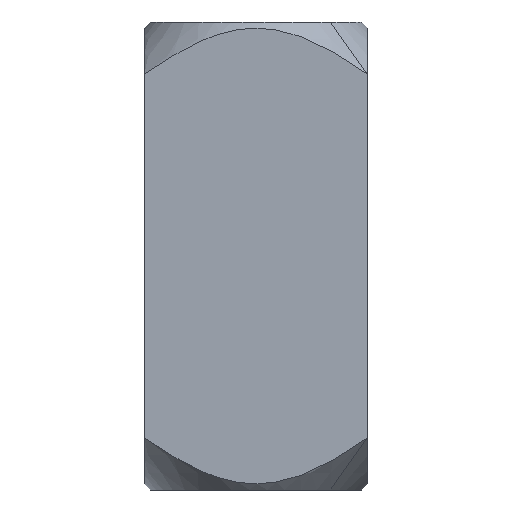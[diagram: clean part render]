
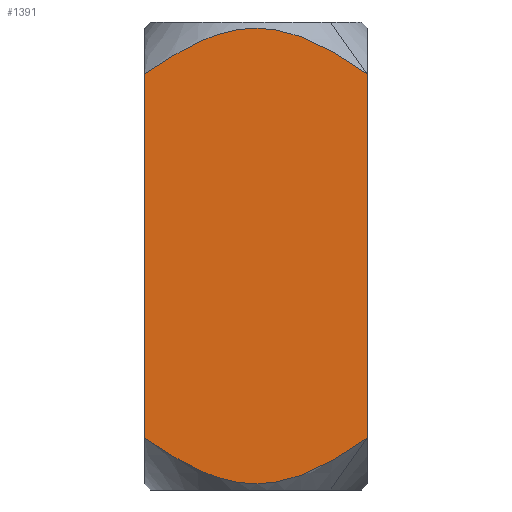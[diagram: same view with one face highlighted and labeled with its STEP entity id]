
A CAD part, front view. The second image highlights one B-rep face of the part: STEP entity #1391.
In plain terms, the highlighted planar face has unit normal (0, -1, 0).
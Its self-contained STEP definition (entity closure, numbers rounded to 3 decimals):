
#29 = DIRECTION ( 'NONE',  ( 0., 0., 1. ) ) ;
#62 = ORIENTED_EDGE ( 'NONE', *, *, #377, .F. ) ;
#109 = CARTESIAN_POINT ( 'NONE',  ( 8.746, -14.285, 22.783 ) ) ;
#143 = CARTESIAN_POINT ( 'NONE',  ( -1.273, -14.285, 25.162 ) ) ;
#153 = CARTESIAN_POINT ( 'NONE',  ( 12.128, -14.285, -28.782 ) ) ;
#157 = CARTESIAN_POINT ( 'NONE',  ( 3.588, -14.285, 24.775 ) ) ;
#159 = EDGE_CURVE ( 'NONE', #686, #316, #1903, .T. ) ;
#194 = CARTESIAN_POINT ( 'NONE',  ( -14.285, -14.285, -54.404 ) ) ;
#212 = CARTESIAN_POINT ( 'NONE',  ( 3.266, -14.285, -32.85 ) ) ;
#302 = PLANE ( 'NONE',  #600 ) ;
#316 = VERTEX_POINT ( 'NONE', #1584 ) ;
#317 = CARTESIAN_POINT ( 'NONE',  ( 14.285, -14.285, -54.404 ) ) ;
#326 = EDGE_CURVE ( 'NONE', #686, #1752, #1568, .T. ) ;
#355 = CARTESIAN_POINT ( 'NONE',  ( 12.128, -14.285, 20.782 ) ) ;
#377 = EDGE_CURVE ( 'NONE', #316, #478, #2367, .T. ) ;
#384 = CARTESIAN_POINT ( 'NONE',  ( 5.176, -14.285, 24.356 ) ) ;
#400 = CARTESIAN_POINT ( 'NONE',  ( -2.581, -14.285, -32.998 ) ) ;
#464 = CARTESIAN_POINT ( 'NONE',  ( -14.285, -14.285, 19.298 ) ) ;
#478 = VERTEX_POINT ( 'NONE', #3058 ) ;
#539 = VECTOR ( 'NONE', #2257, 1000. ) ;
#600 = AXIS2_PLACEMENT_3D ( 'NONE', #317, #977, #29 ) ;
#640 = CARTESIAN_POINT ( 'NONE',  ( -3.222, -14.285, -32.869 ) ) ;
#643 = CARTESIAN_POINT ( 'NONE',  ( 13.215, -14.285, 20.054 ) ) ;
#659 = CARTESIAN_POINT ( 'NONE',  ( -14.285, -14.285, -27.298 ) ) ;
#686 = VERTEX_POINT ( 'NONE', #2398 ) ;
#693 = ORIENTED_EDGE ( 'NONE', *, *, #326, .T. ) ;
#849 = CARTESIAN_POINT ( 'NONE',  ( 14.285, -14.285, 19.298 ) ) ;
#867 = CARTESIAN_POINT ( 'NONE',  ( 3.266, -14.285, 24.85 ) ) ;
#891 = CARTESIAN_POINT ( 'NONE',  ( -13.212, -14.285, -28.057 ) ) ;
#912 = CARTESIAN_POINT ( 'NONE',  ( 9.893, -14.285, -30.147 ) ) ;
#930 = CARTESIAN_POINT ( 'NONE',  ( -12.12, -14.285, 20.787 ) ) ;
#940 = EDGE_LOOP ( 'NONE', ( #62, #2067, #693, #1452 ) ) ;
#943 = CARTESIAN_POINT ( 'NONE',  ( -2.581, -14.285, 24.998 ) ) ;
#955 = CARTESIAN_POINT ( 'NONE',  ( -6.942, -14.285, -31.626 ) ) ;
#977 = DIRECTION ( 'NONE',  ( 0., 1., 0. ) ) ;
#1021 = B_SPLINE_CURVE_WITH_KNOTS ( 'NONE', 3,
 ( #849, #643, #355, #2296, #109, #2514, #384, #157, #867, #1605, #1855, #1094, #3014, #1346, #1362, #143, #2826, #943, #2872, #1699, #2606, #1451, #1159, #2621, #3125, #930, #3099, #464 ),
 .UNSPECIFIED., .F., .F.,
 ( 4, 2, 2, 2, 2, 2, 2, 2, 2, 2, 2, 2, 2, 4 ),
 ( 0., 0.004, 0.008, 0.012, 0.013, 0.014, 0.016, 0.017, 0.018, 0.02, 0.022, 0.024, 0.027, 0.031 ),
 .UNSPECIFIED. ) ;
#1052 = VECTOR ( 'NONE', #2101, 1000. ) ;
#1094 = CARTESIAN_POINT ( 'NONE',  ( 1.333, -14.285, 25.167 ) ) ;
#1142 = CARTESIAN_POINT ( 'NONE',  ( -9.876, -14.285, -30.156 ) ) ;
#1159 = CARTESIAN_POINT ( 'NONE',  ( -6.942, -14.285, 23.626 ) ) ;
#1187 = CARTESIAN_POINT ( 'NONE',  ( 8.746, -14.285, -30.783 ) ) ;
#1284 = FACE_OUTER_BOUND ( 'NONE', #940, .T. ) ;
#1346 = CARTESIAN_POINT ( 'NONE',  ( -0.293, -14.285, 25.216 ) ) ;
#1362 = CARTESIAN_POINT ( 'NONE',  ( -0.619, -14.285, 25.205 ) ) ;
#1377 = CARTESIAN_POINT ( 'NONE',  ( -8.727, -14.285, -30.793 ) ) ;
#1391 = ADVANCED_FACE ( 'NONE', ( #1284 ), #302, .F. ) ;
#1436 = CARTESIAN_POINT ( 'NONE',  ( 5.176, -14.285, -32.356 ) ) ;
#1451 = CARTESIAN_POINT ( 'NONE',  ( -6.335, -14.285, 23.884 ) ) ;
#1452 = ORIENTED_EDGE ( 'NONE', *, *, #2512, .T. ) ;
#1568 = LINE ( 'NONE', #2493, #539 ) ;
#1584 = CARTESIAN_POINT ( 'NONE',  ( -14.285, -14.285, -27.298 ) ) ;
#1605 = CARTESIAN_POINT ( 'NONE',  ( 2.623, -14.285, 24.98 ) ) ;
#1655 = CARTESIAN_POINT ( 'NONE',  ( 2.623, -14.285, -32.98 ) ) ;
#1699 = CARTESIAN_POINT ( 'NONE',  ( -4.485, -14.285, 24.54 ) ) ;
#1752 = VERTEX_POINT ( 'NONE', #2770 ) ;
#1855 = CARTESIAN_POINT ( 'NONE',  ( 2.301, -14.285, 25.034 ) ) ;
#1887 = CARTESIAN_POINT ( 'NONE',  ( -0.619, -14.285, -33.205 ) ) ;
#1903 = B_SPLINE_CURVE_WITH_KNOTS ( 'NONE', 3,
 ( #2340, #2867, #153, #912, #1187, #2633, #1436, #2153, #212, #1655, #3096, #3108, #2165, #2803, #1887, #2852, #2572, #400, #640, #3062, #2402, #3121, #955, #1377, #1142, #2105, #891, #659 ),
 .UNSPECIFIED., .F., .F.,
 ( 4, 2, 2, 2, 2, 2, 2, 2, 2, 2, 2, 2, 2, 4 ),
 ( 0., 0.004, 0.008, 0.012, 0.013, 0.014, 0.016, 0.017, 0.018, 0.02, 0.022, 0.024, 0.027, 0.031 ),
 .UNSPECIFIED. ) ;
#2067 = ORIENTED_EDGE ( 'NONE', *, *, #159, .F. ) ;
#2101 = DIRECTION ( 'NONE',  ( 0., 0., 1. ) ) ;
#2105 = CARTESIAN_POINT ( 'NONE',  ( -12.12, -14.285, -28.787 ) ) ;
#2153 = CARTESIAN_POINT ( 'NONE',  ( 3.588, -14.285, -32.775 ) ) ;
#2165 = CARTESIAN_POINT ( 'NONE',  ( 0.684, -14.285, -33.213 ) ) ;
#2257 = DIRECTION ( 'NONE',  ( 0., 0., 1. ) ) ;
#2296 = CARTESIAN_POINT ( 'NONE',  ( 9.893, -14.285, 22.147 ) ) ;
#2340 = CARTESIAN_POINT ( 'NONE',  ( 14.285, -14.285, -27.298 ) ) ;
#2367 = LINE ( 'NONE', #194, #1052 ) ;
#2398 = CARTESIAN_POINT ( 'NONE',  ( 14.285, -14.285, -27.298 ) ) ;
#2402 = CARTESIAN_POINT ( 'NONE',  ( -5.107, -14.285, -32.34 ) ) ;
#2493 = CARTESIAN_POINT ( 'NONE',  ( 14.285, -14.285, -54.404 ) ) ;
#2512 = EDGE_CURVE ( 'NONE', #1752, #478, #1021, .T. ) ;
#2514 = CARTESIAN_POINT ( 'NONE',  ( 6.389, -14.285, 23.886 ) ) ;
#2572 = CARTESIAN_POINT ( 'NONE',  ( -1.603, -14.285, -33.129 ) ) ;
#2606 = CARTESIAN_POINT ( 'NONE',  ( -5.107, -14.285, 24.34 ) ) ;
#2621 = CARTESIAN_POINT ( 'NONE',  ( -8.727, -14.285, 22.793 ) ) ;
#2633 = CARTESIAN_POINT ( 'NONE',  ( 6.389, -14.285, -31.886 ) ) ;
#2770 = CARTESIAN_POINT ( 'NONE',  ( 14.285, -14.285, 19.298 ) ) ;
#2803 = CARTESIAN_POINT ( 'NONE',  ( -0.293, -14.285, -33.216 ) ) ;
#2826 = CARTESIAN_POINT ( 'NONE',  ( -1.603, -14.285, 25.129 ) ) ;
#2852 = CARTESIAN_POINT ( 'NONE',  ( -1.273, -14.285, -33.162 ) ) ;
#2867 = CARTESIAN_POINT ( 'NONE',  ( 13.215, -14.285, -28.054 ) ) ;
#2872 = CARTESIAN_POINT ( 'NONE',  ( -3.222, -14.285, 24.869 ) ) ;
#3014 = CARTESIAN_POINT ( 'NONE',  ( 0.684, -14.285, 25.213 ) ) ;
#3058 = CARTESIAN_POINT ( 'NONE',  ( -14.285, -14.285, 19.298 ) ) ;
#3062 = CARTESIAN_POINT ( 'NONE',  ( -4.485, -14.285, -32.54 ) ) ;
#3096 = CARTESIAN_POINT ( 'NONE',  ( 2.301, -14.285, -33.034 ) ) ;
#3099 = CARTESIAN_POINT ( 'NONE',  ( -13.212, -14.285, 20.057 ) ) ;
#3108 = CARTESIAN_POINT ( 'NONE',  ( 1.333, -14.285, -33.167 ) ) ;
#3121 = CARTESIAN_POINT ( 'NONE',  ( -6.335, -14.285, -31.884 ) ) ;
#3125 = CARTESIAN_POINT ( 'NONE',  ( -9.876, -14.285, 22.156 ) ) ;
